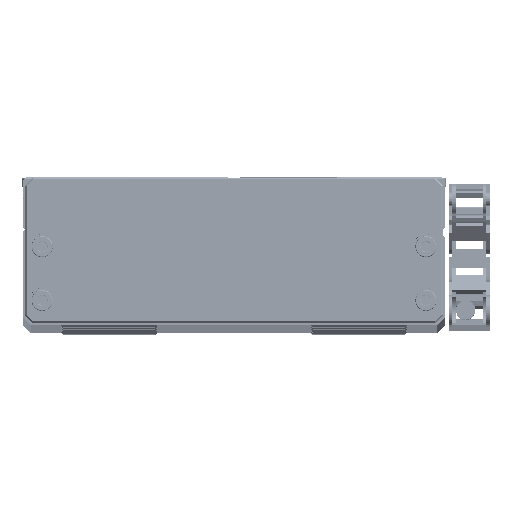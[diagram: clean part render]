
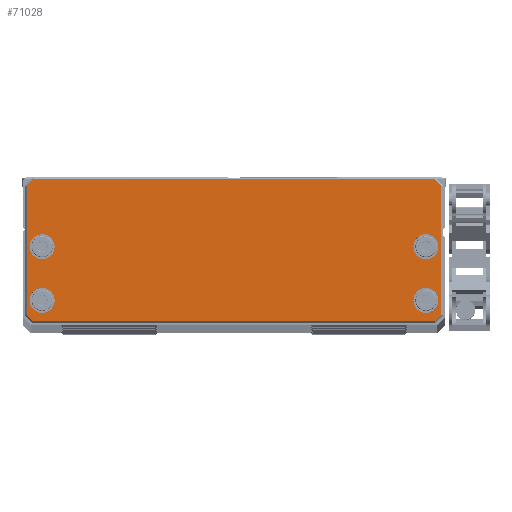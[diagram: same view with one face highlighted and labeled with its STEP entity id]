
A CAD part, top view. The second image highlights one B-rep face of the part: STEP entity #71028.
In plain terms, the highlighted planar face has unit normal (0, 0, 1).
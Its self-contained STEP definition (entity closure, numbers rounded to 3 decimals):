
#68 = DIRECTION ( 'NONE',  ( 1., 0., 0. ) ) ;
#1849 = EDGE_CURVE ( 'NONE', #17203, #104317, #168148, .T. ) ;
#3319 = VERTEX_POINT ( 'NONE', #21361 ) ;
#4202 = VECTOR ( 'NONE', #53228, 1000. ) ;
#4337 = DIRECTION ( 'NONE',  ( 0., 0., 1. ) ) ;
#7421 = VECTOR ( 'NONE', #68, 1000. ) ;
#9391 = ORIENTED_EDGE ( 'NONE', *, *, #112596, .T. ) ;
#11002 = AXIS2_PLACEMENT_3D ( 'NONE', #152812, #182364, #111957 ) ;
#11694 = EDGE_CURVE ( 'NONE', #68245, #17703, #75811, .T. ) ;
#12325 = FACE_BOUND ( 'NONE', #115841, .T. ) ;
#13566 = ORIENTED_EDGE ( 'NONE', *, *, #135506, .F. ) ;
#13840 = DIRECTION ( 'NONE',  ( -0.707, 0.707, 0. ) ) ;
#14910 = DIRECTION ( 'NONE',  ( 0., 0., 1. ) ) ;
#14964 = EDGE_LOOP ( 'NONE', ( #13566, #109436 ) ) ;
#15703 = ORIENTED_EDGE ( 'NONE', *, *, #42262, .F. ) ;
#16576 = CARTESIAN_POINT ( 'NONE',  ( 72.146, 34.146, 10. ) ) ;
#17203 = VERTEX_POINT ( 'NONE', #18186 ) ;
#17703 = VERTEX_POINT ( 'NONE', #38296 ) ;
#17866 = VERTEX_POINT ( 'NONE', #145025 ) ;
#18186 = CARTESIAN_POINT ( 'NONE',  ( 101.25, -32., 10. ) ) ;
#21361 = CARTESIAN_POINT ( 'NONE',  ( 1.25, -18., 10. ) ) ;
#21795 = CARTESIAN_POINT ( 'NONE',  ( 106.793, -0.5, 10. ) ) ;
#23270 = EDGE_CURVE ( 'NONE', #3319, #133688, #65078, .T. ) ;
#23329 = AXIS2_PLACEMENT_3D ( 'NONE', #161618, #92088, #109731 ) ;
#23445 = LINE ( 'NONE', #110818, #4202 ) ;
#23605 = VERTEX_POINT ( 'NONE', #171638 ) ;
#23838 = DIRECTION ( 'NONE',  ( 0., 1., 0. ) ) ;
#24028 = LINE ( 'NONE', #106849, #88905 ) ;
#25096 = VERTEX_POINT ( 'NONE', #123853 ) ;
#25522 = CARTESIAN_POINT ( 'NONE',  ( 107.75, -32., 10. ) ) ;
#28261 = DIRECTION ( 'NONE',  ( -1., 0., 0. ) ) ;
#28794 = EDGE_CURVE ( 'NONE', #42160, #29473, #45904, .T. ) ;
#29473 = VERTEX_POINT ( 'NONE', #67932 ) ;
#30793 = VERTEX_POINT ( 'NONE', #174891 ) ;
#31073 = EDGE_CURVE ( 'NONE', #104317, #17203, #45214, .T. ) ;
#34794 = DIRECTION ( 'NONE',  ( 0., 0., 1. ) ) ;
#38296 = CARTESIAN_POINT ( 'NONE',  ( 1.25, -32., 10. ) ) ;
#39294 = AXIS2_PLACEMENT_3D ( 'NONE', #181096, #14910, #43665 ) ;
#41456 = EDGE_CURVE ( 'NONE', #84378, #23605, #67095, .T. ) ;
#42160 = VERTEX_POINT ( 'NONE', #21795 ) ;
#42262 = EDGE_CURVE ( 'NONE', #25096, #76200, #76065, .T. ) ;
#42962 = LINE ( 'NONE', #46639, #156410 ) ;
#43665 = DIRECTION ( 'NONE',  ( 1., 0., 0. ) ) ;
#45088 = ORIENTED_EDGE ( 'NONE', *, *, #31073, .F. ) ;
#45214 = CIRCLE ( 'NONE', #63089, 3.25 ) ;
#45904 = LINE ( 'NONE', #87770, #83235 ) ;
#46291 = CARTESIAN_POINT ( 'NONE',  ( 108.5, -2.207, 10. ) ) ;
#46639 = CARTESIAN_POINT ( 'NONE',  ( -17.646, -20.354, 10. ) ) ;
#47138 = CARTESIAN_POINT ( 'NONE',  ( 4.5, -32., 10. ) ) ;
#47798 = ORIENTED_EDGE ( 'NONE', *, *, #41456, .T. ) ;
#51573 = CARTESIAN_POINT ( 'NONE',  ( 104.5, -18., 10. ) ) ;
#53228 = DIRECTION ( 'NONE',  ( 0., -1., 0. ) ) ;
#59105 = EDGE_LOOP ( 'NONE', ( #45088, #154043 ) ) ;
#61299 = CIRCLE ( 'NONE', #123623, 3.25 ) ;
#61365 = VERTEX_POINT ( 'NONE', #46291 ) ;
#63089 = AXIS2_PLACEMENT_3D ( 'NONE', #76404, #115436, #129426 ) ;
#65078 = CIRCLE ( 'NONE', #23329, 3.25 ) ;
#65770 = VECTOR ( 'NONE', #174614, 1000. ) ;
#66985 = CARTESIAN_POINT ( 'NONE',  ( 7.75, -18., 10. ) ) ;
#67095 = LINE ( 'NONE', #169936, #7421 ) ;
#67227 = DIRECTION ( 'NONE',  ( 1., 0., 0. ) ) ;
#67308 = EDGE_CURVE ( 'NONE', #76200, #25096, #61299, .T. ) ;
#67932 = CARTESIAN_POINT ( 'NONE',  ( 2.207, -0.5, 10. ) ) ;
#68245 = VERTEX_POINT ( 'NONE', #176837 ) ;
#69058 = FACE_BOUND ( 'NONE', #95928, .T. ) ;
#70865 = CARTESIAN_POINT ( 'NONE',  ( 0., -38., 10. ) ) ;
#71028 = ADVANCED_FACE ( 'NONE', ( #142370, #12325, #84779, #69058, #111763 ), #140535, .T. ) ;
#71071 = EDGE_CURVE ( 'NONE', #23605, #30793, #118146, .T. ) ;
#74332 = CARTESIAN_POINT ( 'NONE',  ( 0.5, -35.793, 10. ) ) ;
#75811 = CIRCLE ( 'NONE', #114367, 3.25 ) ;
#76065 = CIRCLE ( 'NONE', #165156, 3.25 ) ;
#76200 = VERTEX_POINT ( 'NONE', #125960 ) ;
#76404 = CARTESIAN_POINT ( 'NONE',  ( 104.5, -32., 10. ) ) ;
#80364 = DIRECTION ( 'NONE',  ( 1., 0., 0. ) ) ;
#80587 = LINE ( 'NONE', #120565, #83201 ) ;
#81615 = AXIS2_PLACEMENT_3D ( 'NONE', #158540, #4337, #114078 ) ;
#83201 = VECTOR ( 'NONE', #23838, 1000. ) ;
#83235 = VECTOR ( 'NONE', #28261, 1000. ) ;
#84378 = VERTEX_POINT ( 'NONE', #127297 ) ;
#84779 = FACE_BOUND ( 'NONE', #59105, .T. ) ;
#87770 = CARTESIAN_POINT ( 'NONE',  ( 2.707, -0.5, 10. ) ) ;
#88905 = VECTOR ( 'NONE', #165133, 1000. ) ;
#89043 = ORIENTED_EDGE ( 'NONE', *, *, #115773, .T. ) ;
#92088 = DIRECTION ( 'NONE',  ( 0., 0., 1. ) ) ;
#94491 = ORIENTED_EDGE ( 'NONE', *, *, #11694, .F. ) ;
#95509 = ORIENTED_EDGE ( 'NONE', *, *, #139132, .F. ) ;
#95928 = EDGE_LOOP ( 'NONE', ( #15703, #164210 ) ) ;
#102930 = ORIENTED_EDGE ( 'NONE', *, *, #71071, .T. ) ;
#104317 = VERTEX_POINT ( 'NONE', #25522 ) ;
#104612 = CIRCLE ( 'NONE', #39294, 3.25 ) ;
#106849 = CARTESIAN_POINT ( 'NONE',  ( 1.354, -36.646, 10. ) ) ;
#108292 = DIRECTION ( 'NONE',  ( 0., 0., 1. ) ) ;
#109436 = ORIENTED_EDGE ( 'NONE', *, *, #23270, .F. ) ;
#109731 = DIRECTION ( 'NONE',  ( 1., 0., 0. ) ) ;
#110818 = CARTESIAN_POINT ( 'NONE',  ( 0.5, -36., 10. ) ) ;
#111763 = FACE_OUTER_BOUND ( 'NONE', #144928, .T. ) ;
#111957 = DIRECTION ( 'NONE',  ( 1., 0., 0. ) ) ;
#112596 = EDGE_CURVE ( 'NONE', #61365, #42160, #143855, .T. ) ;
#114078 = DIRECTION ( 'NONE',  ( 1., 0., 0. ) ) ;
#114367 = AXIS2_PLACEMENT_3D ( 'NONE', #47138, #157670, #146537 ) ;
#115436 = DIRECTION ( 'NONE',  ( 0., 0., 1. ) ) ;
#115773 = EDGE_CURVE ( 'NONE', #29473, #17866, #42962, .T. ) ;
#115841 = EDGE_LOOP ( 'NONE', ( #94491, #95509 ) ) ;
#118146 = LINE ( 'NONE', #130287, #65770 ) ;
#119818 = ORIENTED_EDGE ( 'NONE', *, *, #148869, .T. ) ;
#120349 = DIRECTION ( 'NONE',  ( 1., 0., 0. ) ) ;
#120565 = CARTESIAN_POINT ( 'NONE',  ( 108.5, -2., 10. ) ) ;
#123623 = AXIS2_PLACEMENT_3D ( 'NONE', #131552, #34794, #120349 ) ;
#123853 = CARTESIAN_POINT ( 'NONE',  ( 107.75, -18., 10. ) ) ;
#125742 = DIRECTION ( 'NONE',  ( 0., 0., 1. ) ) ;
#125960 = CARTESIAN_POINT ( 'NONE',  ( 101.25, -18., 10. ) ) ;
#127297 = CARTESIAN_POINT ( 'NONE',  ( 2.207, -37.5, 10. ) ) ;
#129426 = DIRECTION ( 'NONE',  ( 1., 0., 0. ) ) ;
#130287 = CARTESIAN_POINT ( 'NONE',  ( 53.146, -91.146, 10. ) ) ;
#131000 = ORIENTED_EDGE ( 'NONE', *, *, #28794, .T. ) ;
#131552 = CARTESIAN_POINT ( 'NONE',  ( 104.5, -18., 10. ) ) ;
#133688 = VERTEX_POINT ( 'NONE', #66985 ) ;
#135506 = EDGE_CURVE ( 'NONE', #133688, #3319, #104612, .T. ) ;
#139132 = EDGE_CURVE ( 'NONE', #17703, #68245, #153169, .T. ) ;
#140535 = PLANE ( 'NONE',  #157392 ) ;
#142370 = FACE_BOUND ( 'NONE', #14964, .T. ) ;
#143317 = DIRECTION ( 'NONE',  ( -0.707, -0.707, 0. ) ) ;
#143855 = LINE ( 'NONE', #16576, #152408 ) ;
#144928 = EDGE_LOOP ( 'NONE', ( #9391, #131000, #89043, #170147, #119818, #47798, #102930, #177007 ) ) ;
#145025 = CARTESIAN_POINT ( 'NONE',  ( 0.5, -2.207, 10. ) ) ;
#146537 = DIRECTION ( 'NONE',  ( 1., 0., 0. ) ) ;
#148869 = EDGE_CURVE ( 'NONE', #167164, #84378, #24028, .T. ) ;
#152408 = VECTOR ( 'NONE', #13840, 1000. ) ;
#152812 = CARTESIAN_POINT ( 'NONE',  ( 104.5, -32., 10. ) ) ;
#153169 = CIRCLE ( 'NONE', #81615, 3.25 ) ;
#154043 = ORIENTED_EDGE ( 'NONE', *, *, #1849, .F. ) ;
#156410 = VECTOR ( 'NONE', #143317, 1000. ) ;
#157392 = AXIS2_PLACEMENT_3D ( 'NONE', #70865, #125742, #67227 ) ;
#157670 = DIRECTION ( 'NONE',  ( 0., 0., 1. ) ) ;
#158540 = CARTESIAN_POINT ( 'NONE',  ( 4.5, -32., 10. ) ) ;
#161618 = CARTESIAN_POINT ( 'NONE',  ( 4.5, -18., 10. ) ) ;
#164210 = ORIENTED_EDGE ( 'NONE', *, *, #67308, .F. ) ;
#165133 = DIRECTION ( 'NONE',  ( 0.707, -0.707, 0. ) ) ;
#165156 = AXIS2_PLACEMENT_3D ( 'NONE', #51573, #108292, #80364 ) ;
#167164 = VERTEX_POINT ( 'NONE', #74332 ) ;
#167838 = EDGE_CURVE ( 'NONE', #17866, #167164, #23445, .T. ) ;
#168148 = CIRCLE ( 'NONE', #11002, 3.25 ) ;
#169936 = CARTESIAN_POINT ( 'NONE',  ( 107., -37.5, 10. ) ) ;
#170147 = ORIENTED_EDGE ( 'NONE', *, *, #167838, .T. ) ;
#171638 = CARTESIAN_POINT ( 'NONE',  ( 106.793, -37.5, 10. ) ) ;
#174614 = DIRECTION ( 'NONE',  ( 0.707, 0.707, 0. ) ) ;
#174891 = CARTESIAN_POINT ( 'NONE',  ( 108.5, -35.793, 10. ) ) ;
#176837 = CARTESIAN_POINT ( 'NONE',  ( 7.75, -32., 10. ) ) ;
#177007 = ORIENTED_EDGE ( 'NONE', *, *, #183535, .T. ) ;
#181096 = CARTESIAN_POINT ( 'NONE',  ( 4.5, -18., 10. ) ) ;
#182364 = DIRECTION ( 'NONE',  ( 0., 0., 1. ) ) ;
#183535 = EDGE_CURVE ( 'NONE', #30793, #61365, #80587, .T. ) ;
